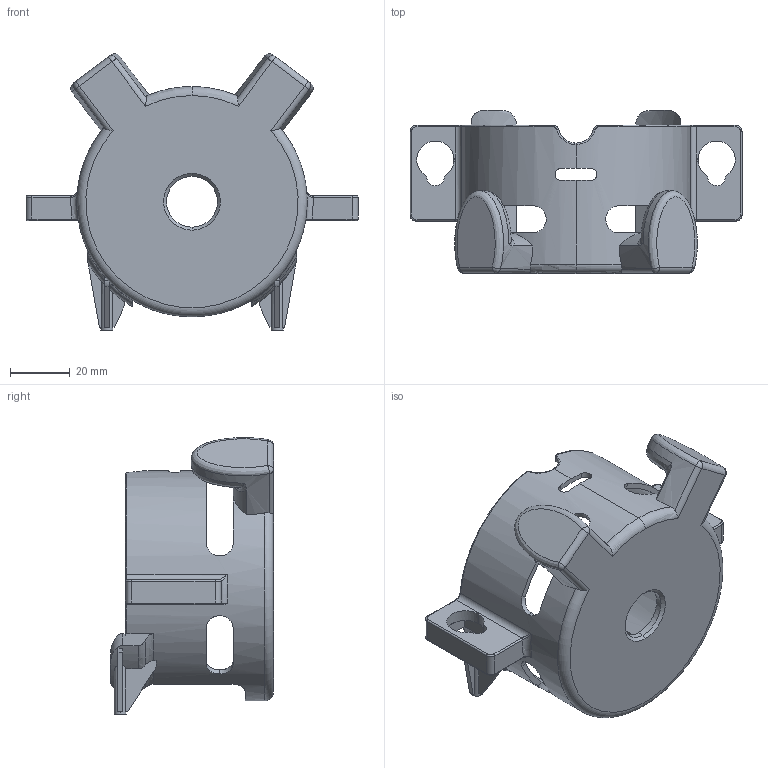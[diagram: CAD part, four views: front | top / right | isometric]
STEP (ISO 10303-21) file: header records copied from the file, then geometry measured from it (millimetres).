
FILE_DESCRIPTION (( 'STEP AP203' ), '1' );
FILE_NAME ('robobody.STEP', '2018-10-23T10:27:17', ( '' ), ( '' ), 'SwSTEP 2.0', 'SolidWorks 2018', '' );
FILE_SCHEMA (( 'CONFIG_CONTROL_DESIGN' ));
Length unit declared in the file: millimetre
Products named in the file (1): robobody
Bounding box: 111 x 54.5 x 92.52 mm (x, y, z)
Volume: 46464.3 mm3; surface area: 34296.9 mm2
Topology: 1 solids, 1 shells, 240 faces, 647 edges, 408 vertices
Faces by surface type: cylinder 96, plane 85, torus 29, bspline 20, cone 6, sphere 4
Entity records: 10832 total; most frequent: CARTESIAN_POINT 4902, ORIENTED_EDGE 1288, DIRECTION 1173, EDGE_CURVE 644, AXIS2_PLACEMENT_3D 454, VERTEX_POINT 407, LINE 265, VECTOR 265
